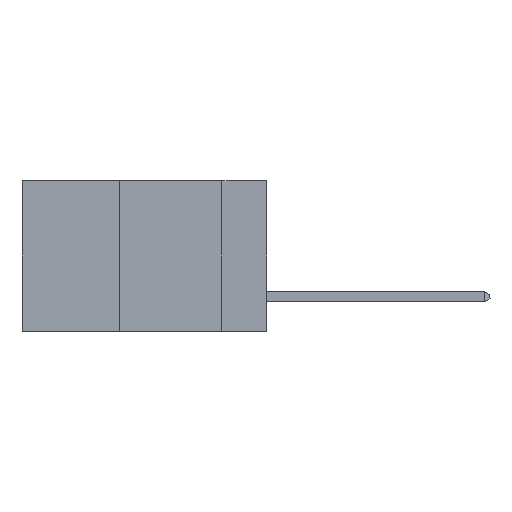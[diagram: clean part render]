
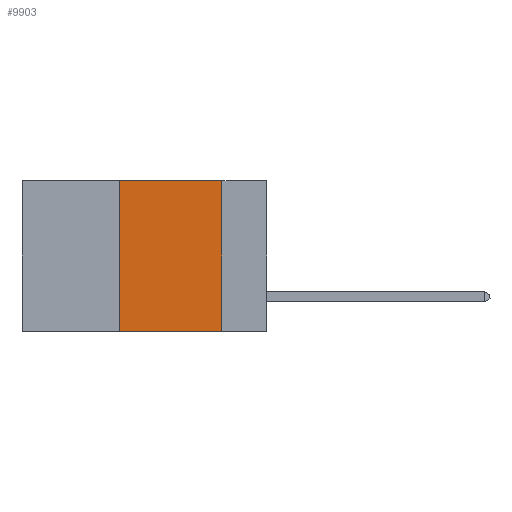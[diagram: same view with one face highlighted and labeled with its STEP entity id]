
A CAD part, left-side view. The second image highlights one B-rep face of the part: STEP entity #9903.
In plain terms, the highlighted planar face has unit normal (-1, 0, 0).
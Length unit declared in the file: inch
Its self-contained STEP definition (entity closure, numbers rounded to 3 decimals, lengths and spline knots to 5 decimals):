
#322 = EDGE_LOOP ( 'NONE', ( #14243, #10724, #10637, #10553 ) ) ;
#618 = AXIS2_PLACEMENT_3D ( 'NONE', #15396, #10526, #2996 ) ;
#990 = CARTESIAN_POINT ( 'NONE',  ( 0., 0.11, 0. ) ) ;
#1073 = FACE_OUTER_BOUND ( 'NONE', #322, .T. ) ;
#1660 = EDGE_CURVE ( 'NONE', #6562, #4050, #9201, .T. ) ;
#1725 = CARTESIAN_POINT ( 'NONE',  ( 0., 0.6, -0.37 ) ) ;
#1785 = DIRECTION ( 'NONE',  ( 0., -1., 0. ) ) ;
#2271 = VERTEX_POINT ( 'NONE', #10886 ) ;
#2996 = DIRECTION ( 'NONE',  ( 0., 0., -1. ) ) ;
#3399 = EDGE_CURVE ( 'NONE', #11351, #2271, #16040, .T. ) ;
#4050 = VERTEX_POINT ( 'NONE', #9510 ) ;
#5033 = VECTOR ( 'NONE', #6124, 39.37008 ) ;
#5207 = VECTOR ( 'NONE', #1785, 39.37008 ) ;
#5881 = VECTOR ( 'NONE', #15948, 39.37008 ) ;
#6021 = LINE ( 'NONE', #1725, #5207 ) ;
#6124 = DIRECTION ( 'NONE',  ( 0., -1., 0. ) ) ;
#6562 = VERTEX_POINT ( 'NONE', #12976 ) ;
#6812 = EDGE_CURVE ( 'NONE', #4050, #11351, #14546, .T. ) ;
#8015 = PLANE ( 'NONE',  #618 ) ;
#9201 = LINE ( 'NONE', #13497, #5881 ) ;
#9510 = CARTESIAN_POINT ( 'NONE',  ( 0., 0.36, 0. ) ) ;
#9530 = VECTOR ( 'NONE', #15442, 39.37008 ) ;
#9903 = ADVANCED_FACE ( 'NONE', ( #1073 ), #8015, .F. ) ;
#10526 = DIRECTION ( 'NONE',  ( 1., 0., 0. ) ) ;
#10553 = ORIENTED_EDGE ( 'NONE', *, *, #16144, .T. ) ;
#10637 = ORIENTED_EDGE ( 'NONE', *, *, #1660, .F. ) ;
#10724 = ORIENTED_EDGE ( 'NONE', *, *, #6812, .F. ) ;
#10886 = CARTESIAN_POINT ( 'NONE',  ( 0., 0.11, -0.37 ) ) ;
#11351 = VERTEX_POINT ( 'NONE', #990 ) ;
#12280 = CARTESIAN_POINT ( 'NONE',  ( 0., 0.6, 0. ) ) ;
#12954 = CARTESIAN_POINT ( 'NONE',  ( 0., 0.11, 0. ) ) ;
#12976 = CARTESIAN_POINT ( 'NONE',  ( 0., 0.36, -0.37 ) ) ;
#13497 = CARTESIAN_POINT ( 'NONE',  ( 0., 0.36, 0. ) ) ;
#14243 = ORIENTED_EDGE ( 'NONE', *, *, #3399, .F. ) ;
#14546 = LINE ( 'NONE', #12280, #5033 ) ;
#15396 = CARTESIAN_POINT ( 'NONE',  ( 0., 0.6, 0. ) ) ;
#15442 = DIRECTION ( 'NONE',  ( 0., 0., -1. ) ) ;
#15948 = DIRECTION ( 'NONE',  ( 0., 0., 1. ) ) ;
#16040 = LINE ( 'NONE', #12954, #9530 ) ;
#16144 = EDGE_CURVE ( 'NONE', #6562, #2271, #6021, .T. ) ;
